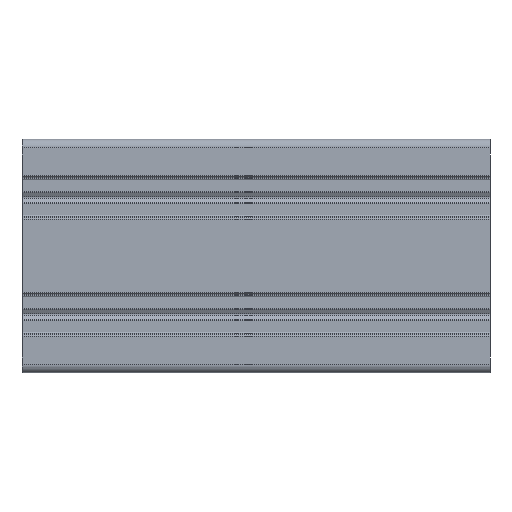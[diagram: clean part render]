
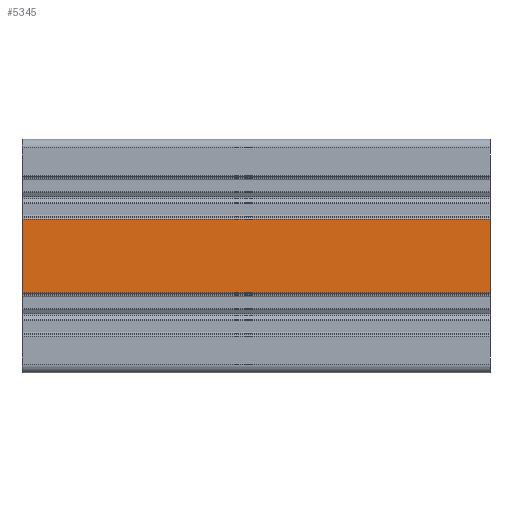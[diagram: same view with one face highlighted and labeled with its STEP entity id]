
A CAD part, front view. The second image highlights one B-rep face of the part: STEP entity #5345.
In plain terms, the highlighted planar face has unit normal (0, -1, 0).
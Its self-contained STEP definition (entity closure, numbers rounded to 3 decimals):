
#289=FACE_OUTER_BOUND('',#566,.T.);
#566=EDGE_LOOP('',(#4247,#4248,#4249,#4250));
#971=LINE('',#7657,#1523);
#1318=LINE('',#8745,#1870);
#1319=LINE('',#8749,#1871);
#1320=LINE('',#8750,#1872);
#1523=VECTOR('',#6027,10.);
#1870=VECTOR('',#7038,10.);
#1871=VECTOR('',#7043,10.);
#1872=VECTOR('',#7044,10.);
#2075=VERTEX_POINT('',#7655);
#2076=VERTEX_POINT('',#7656);
#2485=VERTEX_POINT('',#8744);
#2486=VERTEX_POINT('',#8748);
#2619=EDGE_CURVE('',#2075,#2076,#971,.T.);
#3163=EDGE_CURVE('',#2485,#2075,#1318,.T.);
#3165=EDGE_CURVE('',#2486,#2076,#1319,.T.);
#3166=EDGE_CURVE('',#2486,#2485,#1320,.T.);
#4247=ORIENTED_EDGE('',*,*,#2619,.T.);
#4248=ORIENTED_EDGE('',*,*,#3165,.F.);
#4249=ORIENTED_EDGE('',*,*,#3166,.T.);
#4250=ORIENTED_EDGE('',*,*,#3163,.T.);
#5137=PLANE('',#5819);
#5345=ADVANCED_FACE('',(#289),#5137,.T.);
#5819=AXIS2_PLACEMENT_3D('',#8747,#7041,#7042);
#6027=DIRECTION('',(0.,0.,-1.));
#7038=DIRECTION('',(-1.,0.,0.));
#7041=DIRECTION('center_axis',(0.,-1.,0.));
#7042=DIRECTION('ref_axis',(0.,0.,1.));
#7043=DIRECTION('',(-1.,0.,0.));
#7044=DIRECTION('',(0.,0.,1.));
#7655=CARTESIAN_POINT('',(-40.,-20.,6.245));
#7656=CARTESIAN_POINT('',(-40.,-20.,-6.245));
#7657=CARTESIAN_POINT('',(-40.,-20.,-2.375));
#8744=CARTESIAN_POINT('',(40.,-20.,6.245));
#8745=CARTESIAN_POINT('',(50.,-20.,6.245));
#8747=CARTESIAN_POINT('Origin',(50.,-20.,-6.245));
#8748=CARTESIAN_POINT('',(40.,-20.,-6.245));
#8749=CARTESIAN_POINT('',(50.,-20.,-6.245));
#8750=CARTESIAN_POINT('',(40.,-20.,-2.375));
